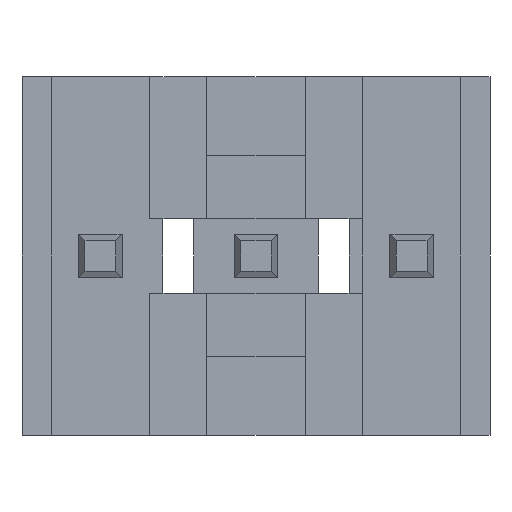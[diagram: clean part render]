
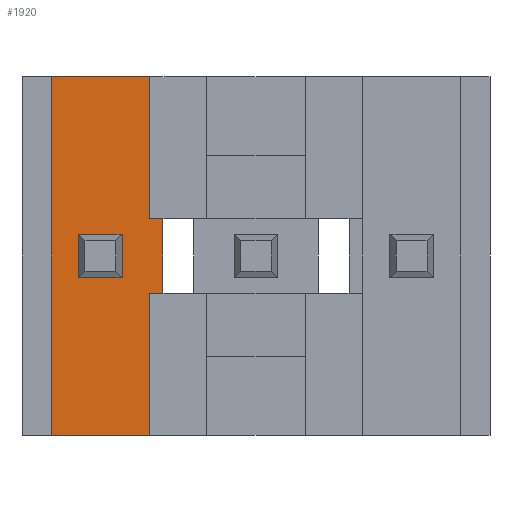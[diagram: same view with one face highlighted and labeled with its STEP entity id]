
A CAD part, front view. The second image highlights one B-rep face of the part: STEP entity #1920.
In plain terms, the highlighted planar face has unit normal (0, -1, 0).
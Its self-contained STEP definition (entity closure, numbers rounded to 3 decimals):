
#27=FACE_BOUND('',#200,.T.);
#88=FACE_OUTER_BOUND('',#199,.T.);
#199=EDGE_LOOP('',(#1537,#1538,#1539,#1540,#1541,#1542,#1543,#1544));
#200=EDGE_LOOP('',(#1545,#1546,#1547,#1548));
#300=LINE('',#2686,#568);
#306=LINE('',#2698,#574);
#307=LINE('',#2702,#575);
#348=LINE('',#2782,#616);
#351=LINE('',#2788,#619);
#354=LINE('',#2794,#622);
#357=LINE('',#2798,#625);
#360=LINE('',#2803,#628);
#366=LINE('',#2812,#634);
#404=LINE('',#2890,#672);
#427=LINE('',#2933,#695);
#428=LINE('',#2934,#696);
#568=VECTOR('',#2174,10.);
#574=VECTOR('',#2182,10.);
#575=VECTOR('',#2185,10.);
#616=VECTOR('',#2258,10.);
#619=VECTOR('',#2263,10.);
#622=VECTOR('',#2268,10.);
#625=VECTOR('',#2273,10.);
#628=VECTOR('',#2278,10.);
#634=VECTOR('',#2288,10.);
#672=VECTOR('',#2352,10.);
#695=VECTOR('',#2393,10.);
#696=VECTOR('',#2394,10.);
#827=VERTEX_POINT('',#2683);
#828=VERTEX_POINT('',#2685);
#830=VERTEX_POINT('',#2691);
#833=VERTEX_POINT('',#2696);
#834=VERTEX_POINT('',#2700);
#835=VERTEX_POINT('',#2701);
#857=VERTEX_POINT('',#2779);
#858=VERTEX_POINT('',#2781);
#860=VERTEX_POINT('',#2787);
#862=VERTEX_POINT('',#2793);
#889=VERTEX_POINT('',#2886);
#891=VERTEX_POINT('',#2889);
#1006=EDGE_CURVE('',#828,#827,#300,.T.);
#1012=EDGE_CURVE('',#830,#833,#306,.T.);
#1013=EDGE_CURVE('',#834,#835,#307,.T.);
#1054=EDGE_CURVE('',#858,#857,#348,.T.);
#1057=EDGE_CURVE('',#860,#858,#351,.T.);
#1060=EDGE_CURVE('',#862,#860,#354,.T.);
#1063=EDGE_CURVE('',#857,#862,#357,.T.);
#1066=EDGE_CURVE('',#835,#827,#360,.T.);
#1072=EDGE_CURVE('',#834,#830,#366,.T.);
#1110=EDGE_CURVE('',#889,#891,#404,.T.);
#1133=EDGE_CURVE('',#889,#828,#427,.T.);
#1134=EDGE_CURVE('',#891,#833,#428,.T.);
#1537=ORIENTED_EDGE('',*,*,#1133,.T.);
#1538=ORIENTED_EDGE('',*,*,#1006,.T.);
#1539=ORIENTED_EDGE('',*,*,#1066,.F.);
#1540=ORIENTED_EDGE('',*,*,#1013,.F.);
#1541=ORIENTED_EDGE('',*,*,#1072,.T.);
#1542=ORIENTED_EDGE('',*,*,#1012,.T.);
#1543=ORIENTED_EDGE('',*,*,#1134,.F.);
#1544=ORIENTED_EDGE('',*,*,#1110,.F.);
#1545=ORIENTED_EDGE('',*,*,#1060,.T.);
#1546=ORIENTED_EDGE('',*,*,#1057,.T.);
#1547=ORIENTED_EDGE('',*,*,#1054,.T.);
#1548=ORIENTED_EDGE('',*,*,#1063,.T.);
#1815=PLANE('',#2042);
#1920=ADVANCED_FACE('',(#88,#27),#1815,.T.);
#2042=AXIS2_PLACEMENT_3D('',#2932,#2391,#2392);
#2174=DIRECTION('',(0.,0.,1.));
#2182=DIRECTION('',(0.,0.,1.));
#2185=DIRECTION('',(0.,0.,-1.));
#2258=DIRECTION('',(0.,0.,1.));
#2263=DIRECTION('',(-1.,0.,0.));
#2268=DIRECTION('',(0.,0.,-1.));
#2273=DIRECTION('',(1.,0.,0.));
#2278=DIRECTION('',(-1.,0.,0.));
#2288=DIRECTION('',(-1.,0.,0.));
#2352=DIRECTION('',(0.,0.,1.));
#2391=DIRECTION('center_axis',(0.,-1.,0.));
#2392=DIRECTION('ref_axis',(1.,0.,0.));
#2393=DIRECTION('',(1.,0.,0.));
#2394=DIRECTION('',(1.,0.,0.));
#2683=CARTESIAN_POINT('',(2.07,0.6,2.3));
#2685=CARTESIAN_POINT('',(2.07,0.6,0.));
#2686=CARTESIAN_POINT('',(2.07,0.6,0.));
#2691=CARTESIAN_POINT('',(2.07,0.6,3.5));
#2696=CARTESIAN_POINT('',(2.07,0.6,5.8));
#2698=CARTESIAN_POINT('',(2.07,0.6,0.));
#2700=CARTESIAN_POINT('',(2.28,0.6,3.5));
#2701=CARTESIAN_POINT('',(2.28,0.6,2.3));
#2702=CARTESIAN_POINT('',(2.28,0.6,3.2));
#2779=CARTESIAN_POINT('',(0.92,0.6,3.25));
#2781=CARTESIAN_POINT('',(0.92,0.6,2.55));
#2782=CARTESIAN_POINT('',(0.92,0.6,1.275));
#2787=CARTESIAN_POINT('',(1.62,0.6,2.55));
#2788=CARTESIAN_POINT('',(1.045,0.6,2.55));
#2793=CARTESIAN_POINT('',(1.62,0.6,3.25));
#2794=CARTESIAN_POINT('',(1.62,0.6,1.625));
#2798=CARTESIAN_POINT('',(0.695,0.6,3.25));
#2803=CARTESIAN_POINT('',(2.99,0.6,2.3));
#2812=CARTESIAN_POINT('',(2.99,0.6,3.5));
#2886=CARTESIAN_POINT('',(0.47,0.6,0.));
#2889=CARTESIAN_POINT('',(0.47,0.6,5.8));
#2890=CARTESIAN_POINT('',(0.47,0.6,0.));
#2932=CARTESIAN_POINT('Origin',(0.47,0.6,0.));
#2933=CARTESIAN_POINT('',(0.47,0.6,0.));
#2934=CARTESIAN_POINT('',(0.47,0.6,5.8));
